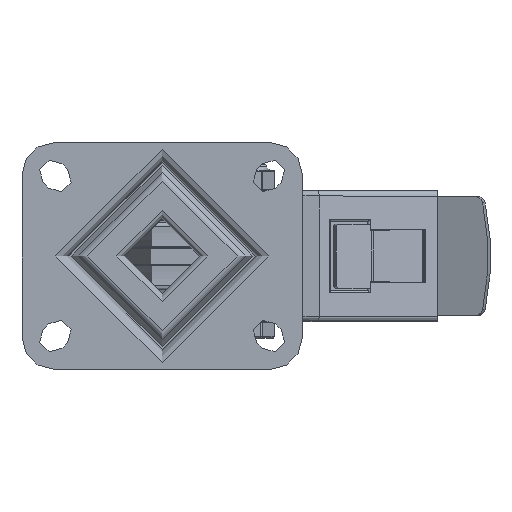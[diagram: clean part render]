
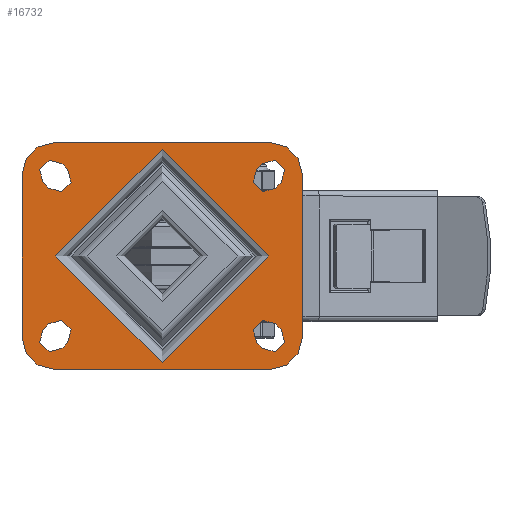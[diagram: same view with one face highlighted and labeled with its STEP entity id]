
A CAD part, top view. The second image highlights one B-rep face of the part: STEP entity #16732.
In plain terms, the highlighted planar face has unit normal (0, 0, 1).
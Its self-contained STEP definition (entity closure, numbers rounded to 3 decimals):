
#1042=FACE_BOUND('',#2812,.T.);
#1043=FACE_BOUND('',#2813,.T.);
#1044=FACE_BOUND('',#2814,.T.);
#1045=FACE_BOUND('',#2815,.T.);
#1046=FACE_BOUND('',#2816,.T.);
#1210=PLANE('',#18096);
#1784=FACE_OUTER_BOUND('',#2811,.T.);
#2811=EDGE_LOOP('',(#12160,#12161,#12162,#12163,#12164,#12165,#12166,#12167));
#2812=EDGE_LOOP('',(#12168));
#2813=EDGE_LOOP('',(#12169,#12170,#12171,#12172));
#2814=EDGE_LOOP('',(#12173,#12174,#12175,#12176));
#2815=EDGE_LOOP('',(#12177,#12178,#12179,#12180));
#2816=EDGE_LOOP('',(#12181,#12182,#12183,#12184));
#4107=LINE('',#25174,#5336);
#4108=LINE('',#25175,#5337);
#4109=LINE('',#25176,#5338);
#4110=LINE('',#25177,#5339);
#4111=LINE('',#25178,#5340);
#4112=LINE('',#25179,#5341);
#4113=LINE('',#25180,#5342);
#4114=LINE('',#25181,#5343);
#4115=LINE('',#25182,#5344);
#4116=LINE('',#25183,#5345);
#4117=LINE('',#25184,#5346);
#4118=LINE('',#25185,#5347);
#5336=VECTOR('',#20490,1000.);
#5337=VECTOR('',#20491,1000.);
#5338=VECTOR('',#20492,1000.);
#5339=VECTOR('',#20493,1000.);
#5340=VECTOR('',#20494,1000.);
#5341=VECTOR('',#20495,1000.);
#5342=VECTOR('',#20496,1000.);
#5343=VECTOR('',#20497,1000.);
#5344=VECTOR('',#20498,1000.);
#5345=VECTOR('',#20499,1000.);
#5346=VECTOR('',#20500,1000.);
#5347=VECTOR('',#20501,1000.);
#6188=CIRCLE('',#17792,5.);
#6191=CIRCLE('',#17796,5.);
#6192=CIRCLE('',#17798,5.);
#6195=CIRCLE('',#17802,5.);
#6196=CIRCLE('',#17804,5.);
#6199=CIRCLE('',#17808,5.);
#6200=CIRCLE('',#17810,5.);
#6203=CIRCLE('',#17814,5.);
#6205=CIRCLE('',#17817,12.);
#6207=CIRCLE('',#17820,12.);
#6209=CIRCLE('',#17823,12.);
#6211=CIRCLE('',#17826,12.);
#6220=CIRCLE('',#17840,40.);
#7012=VERTEX_POINT('',#24142);
#7013=VERTEX_POINT('',#24143);
#7018=VERTEX_POINT('',#24154);
#7019=VERTEX_POINT('',#24156);
#7020=VERTEX_POINT('',#24160);
#7021=VERTEX_POINT('',#24161);
#7026=VERTEX_POINT('',#24172);
#7027=VERTEX_POINT('',#24174);
#7028=VERTEX_POINT('',#24178);
#7029=VERTEX_POINT('',#24179);
#7034=VERTEX_POINT('',#24190);
#7035=VERTEX_POINT('',#24192);
#7036=VERTEX_POINT('',#24196);
#7037=VERTEX_POINT('',#24197);
#7042=VERTEX_POINT('',#24208);
#7043=VERTEX_POINT('',#24210);
#7046=VERTEX_POINT('',#24217);
#7047=VERTEX_POINT('',#24219);
#7050=VERTEX_POINT('',#24226);
#7051=VERTEX_POINT('',#24228);
#7054=VERTEX_POINT('',#24235);
#7055=VERTEX_POINT('',#24237);
#7058=VERTEX_POINT('',#24244);
#7059=VERTEX_POINT('',#24246);
#7066=VERTEX_POINT('',#24270);
#8614=EDGE_CURVE('',#7012,#7013,#6188,.T.);
#8620=EDGE_CURVE('',#7018,#7019,#6191,.T.);
#8622=EDGE_CURVE('',#7020,#7021,#6192,.T.);
#8628=EDGE_CURVE('',#7026,#7027,#6195,.T.);
#8630=EDGE_CURVE('',#7028,#7029,#6196,.T.);
#8636=EDGE_CURVE('',#7034,#7035,#6199,.T.);
#8638=EDGE_CURVE('',#7036,#7037,#6200,.T.);
#8644=EDGE_CURVE('',#7042,#7043,#6203,.T.);
#8648=EDGE_CURVE('',#7046,#7047,#6205,.T.);
#8652=EDGE_CURVE('',#7050,#7051,#6207,.T.);
#8656=EDGE_CURVE('',#7054,#7055,#6209,.T.);
#8660=EDGE_CURVE('',#7058,#7059,#6211,.T.);
#8672=EDGE_CURVE('',#7066,#7066,#6220,.T.);
#9128=EDGE_CURVE('',#7055,#7058,#4107,.T.);
#9129=EDGE_CURVE('',#7051,#7054,#4108,.T.);
#9130=EDGE_CURVE('',#7047,#7050,#4109,.T.);
#9131=EDGE_CURVE('',#7059,#7046,#4110,.T.);
#9132=EDGE_CURVE('',#7037,#7042,#4111,.T.);
#9133=EDGE_CURVE('',#7043,#7036,#4112,.T.);
#9134=EDGE_CURVE('',#7029,#7034,#4113,.T.);
#9135=EDGE_CURVE('',#7035,#7028,#4114,.T.);
#9136=EDGE_CURVE('',#7021,#7026,#4115,.T.);
#9137=EDGE_CURVE('',#7027,#7020,#4116,.T.);
#9138=EDGE_CURVE('',#7013,#7018,#4117,.T.);
#9139=EDGE_CURVE('',#7019,#7012,#4118,.T.);
#12160=ORIENTED_EDGE('',*,*,#8660,.F.);
#12161=ORIENTED_EDGE('',*,*,#9128,.F.);
#12162=ORIENTED_EDGE('',*,*,#8656,.F.);
#12163=ORIENTED_EDGE('',*,*,#9129,.F.);
#12164=ORIENTED_EDGE('',*,*,#8652,.F.);
#12165=ORIENTED_EDGE('',*,*,#9130,.F.);
#12166=ORIENTED_EDGE('',*,*,#8648,.F.);
#12167=ORIENTED_EDGE('',*,*,#9131,.F.);
#12168=ORIENTED_EDGE('',*,*,#8672,.F.);
#12169=ORIENTED_EDGE('',*,*,#8644,.F.);
#12170=ORIENTED_EDGE('',*,*,#9132,.F.);
#12171=ORIENTED_EDGE('',*,*,#8638,.F.);
#12172=ORIENTED_EDGE('',*,*,#9133,.F.);
#12173=ORIENTED_EDGE('',*,*,#8636,.F.);
#12174=ORIENTED_EDGE('',*,*,#9134,.F.);
#12175=ORIENTED_EDGE('',*,*,#8630,.F.);
#12176=ORIENTED_EDGE('',*,*,#9135,.F.);
#12177=ORIENTED_EDGE('',*,*,#8628,.F.);
#12178=ORIENTED_EDGE('',*,*,#9136,.F.);
#12179=ORIENTED_EDGE('',*,*,#8622,.F.);
#12180=ORIENTED_EDGE('',*,*,#9137,.F.);
#12181=ORIENTED_EDGE('',*,*,#8620,.F.);
#12182=ORIENTED_EDGE('',*,*,#9138,.F.);
#12183=ORIENTED_EDGE('',*,*,#8614,.F.);
#12184=ORIENTED_EDGE('',*,*,#9139,.F.);
#16732=ADVANCED_FACE('',(#1784,#1042,#1043,#1044,#1045,#1046),#1210,.T.);
#17792=AXIS2_PLACEMENT_3D('',#24144,#19503,#19504);
#17796=AXIS2_PLACEMENT_3D('',#24157,#19514,#19515);
#17798=AXIS2_PLACEMENT_3D('',#24162,#19519,#19520);
#17802=AXIS2_PLACEMENT_3D('',#24175,#19530,#19531);
#17804=AXIS2_PLACEMENT_3D('',#24180,#19535,#19536);
#17808=AXIS2_PLACEMENT_3D('',#24193,#19546,#19547);
#17810=AXIS2_PLACEMENT_3D('',#24198,#19551,#19552);
#17814=AXIS2_PLACEMENT_3D('',#24211,#19562,#19563);
#17817=AXIS2_PLACEMENT_3D('',#24220,#19570,#19571);
#17820=AXIS2_PLACEMENT_3D('',#24229,#19578,#19579);
#17823=AXIS2_PLACEMENT_3D('',#24238,#19586,#19587);
#17826=AXIS2_PLACEMENT_3D('',#24247,#19594,#19595);
#17840=AXIS2_PLACEMENT_3D('',#24271,#19625,#19626);
#18096=AXIS2_PLACEMENT_3D('',#25173,#20488,#20489);
#19503=DIRECTION('center_axis',(0.,0.,1.));
#19504=DIRECTION('ref_axis',(-1.,0.,0.));
#19514=DIRECTION('center_axis',(0.,0.,1.));
#19515=DIRECTION('ref_axis',(-1.,0.,0.));
#19519=DIRECTION('center_axis',(0.,0.,1.));
#19520=DIRECTION('ref_axis',(-1.,0.,0.));
#19530=DIRECTION('center_axis',(0.,0.,1.));
#19531=DIRECTION('ref_axis',(-1.,0.,0.));
#19535=DIRECTION('center_axis',(0.,0.,1.));
#19536=DIRECTION('ref_axis',(1.,0.,0.));
#19546=DIRECTION('center_axis',(0.,0.,1.));
#19547=DIRECTION('ref_axis',(1.,0.,0.));
#19551=DIRECTION('center_axis',(0.,0.,1.));
#19552=DIRECTION('ref_axis',(1.,0.,0.));
#19562=DIRECTION('center_axis',(0.,0.,1.));
#19563=DIRECTION('ref_axis',(1.,0.,0.));
#19570=DIRECTION('center_axis',(0.,0.,-1.));
#19571=DIRECTION('ref_axis',(-0.707,0.707,0.));
#19578=DIRECTION('center_axis',(0.,0.,-1.));
#19579=DIRECTION('ref_axis',(0.707,0.707,0.));
#19586=DIRECTION('center_axis',(0.,0.,-1.));
#19587=DIRECTION('ref_axis',(0.707,-0.707,0.));
#19594=DIRECTION('center_axis',(0.,0.,-1.));
#19595=DIRECTION('ref_axis',(-0.707,-0.707,0.));
#19625=DIRECTION('center_axis',(0.,0.,1.));
#19626=DIRECTION('ref_axis',(1.,0.,0.));
#20488=DIRECTION('center_axis',(0.,0.,1.));
#20489=DIRECTION('ref_axis',(1.,0.,0.));
#20490=DIRECTION('',(-1.,0.,0.));
#20491=DIRECTION('',(0.,-1.,0.));
#20492=DIRECTION('',(1.,0.,0.));
#20493=DIRECTION('',(0.,1.,0.));
#20494=DIRECTION('',(0.707,-0.707,0.));
#20495=DIRECTION('',(-0.707,0.707,0.));
#20496=DIRECTION('',(0.707,0.707,0.));
#20497=DIRECTION('',(-0.707,-0.707,0.));
#20498=DIRECTION('',(-0.707,-0.707,0.));
#20499=DIRECTION('',(0.707,0.707,0.));
#20500=DIRECTION('',(-0.707,0.707,0.));
#20501=DIRECTION('',(0.707,-0.707,0.));
#24142=CARTESIAN_POINT('',(37.525,-34.596,2.5));
#24143=CARTESIAN_POINT('',(44.596,-27.525,2.5));
#24144=CARTESIAN_POINT('Origin',(41.061,-31.061,2.5));
#24154=CARTESIAN_POINT('',(42.475,-25.404,2.5));
#24156=CARTESIAN_POINT('',(35.404,-32.475,2.5));
#24157=CARTESIAN_POINT('Origin',(38.939,-28.939,2.5));
#24160=CARTESIAN_POINT('',(44.596,27.525,2.5));
#24161=CARTESIAN_POINT('',(37.525,34.596,2.5));
#24162=CARTESIAN_POINT('Origin',(41.061,31.061,2.5));
#24172=CARTESIAN_POINT('',(35.404,32.475,2.5));
#24174=CARTESIAN_POINT('',(42.475,25.404,2.5));
#24175=CARTESIAN_POINT('Origin',(38.939,28.939,2.5));
#24178=CARTESIAN_POINT('',(-44.596,-27.525,2.5));
#24179=CARTESIAN_POINT('',(-37.525,-34.596,2.5));
#24180=CARTESIAN_POINT('Origin',(-41.061,-31.061,2.5));
#24190=CARTESIAN_POINT('',(-35.404,-32.475,2.5));
#24192=CARTESIAN_POINT('',(-42.475,-25.404,2.5));
#24193=CARTESIAN_POINT('Origin',(-38.939,-28.939,2.5));
#24196=CARTESIAN_POINT('',(-37.525,34.596,2.5));
#24197=CARTESIAN_POINT('',(-44.596,27.525,2.5));
#24198=CARTESIAN_POINT('Origin',(-41.061,31.061,2.5));
#24208=CARTESIAN_POINT('',(-42.475,25.404,2.5));
#24210=CARTESIAN_POINT('',(-35.404,32.475,2.5));
#24211=CARTESIAN_POINT('Origin',(-38.939,28.939,2.5));
#24217=CARTESIAN_POINT('',(-52.5,30.5,2.5));
#24219=CARTESIAN_POINT('',(-40.5,42.5,2.5));
#24220=CARTESIAN_POINT('Origin',(-40.5,30.5,2.5));
#24226=CARTESIAN_POINT('',(40.5,42.5,2.5));
#24228=CARTESIAN_POINT('',(52.5,30.5,2.5));
#24229=CARTESIAN_POINT('Origin',(40.5,30.5,2.5));
#24235=CARTESIAN_POINT('',(52.5,-30.5,2.5));
#24237=CARTESIAN_POINT('',(40.5,-42.5,2.5));
#24238=CARTESIAN_POINT('Origin',(40.5,-30.5,2.5));
#24244=CARTESIAN_POINT('',(-40.5,-42.5,2.5));
#24246=CARTESIAN_POINT('',(-52.5,-30.5,2.5));
#24247=CARTESIAN_POINT('Origin',(-40.5,-30.5,2.5));
#24270=CARTESIAN_POINT('',(40.,0.,2.5));
#24271=CARTESIAN_POINT('Origin',(0.,0.,2.5));
#25173=CARTESIAN_POINT('Origin',(0.,0.,2.5));
#25174=CARTESIAN_POINT('',(52.5,-42.5,2.5));
#25175=CARTESIAN_POINT('',(52.5,42.5,2.5));
#25176=CARTESIAN_POINT('',(-52.5,42.5,2.5));
#25177=CARTESIAN_POINT('',(-52.5,-42.5,2.5));
#25178=CARTESIAN_POINT('',(-44.596,27.525,2.5));
#25179=CARTESIAN_POINT('',(-37.525,34.596,2.5));
#25180=CARTESIAN_POINT('',(-37.525,-34.596,2.5));
#25181=CARTESIAN_POINT('',(-44.596,-27.525,2.5));
#25182=CARTESIAN_POINT('',(37.525,34.596,2.5));
#25183=CARTESIAN_POINT('',(44.596,27.525,2.5));
#25184=CARTESIAN_POINT('',(44.596,-27.525,2.5));
#25185=CARTESIAN_POINT('',(37.525,-34.596,2.5));
